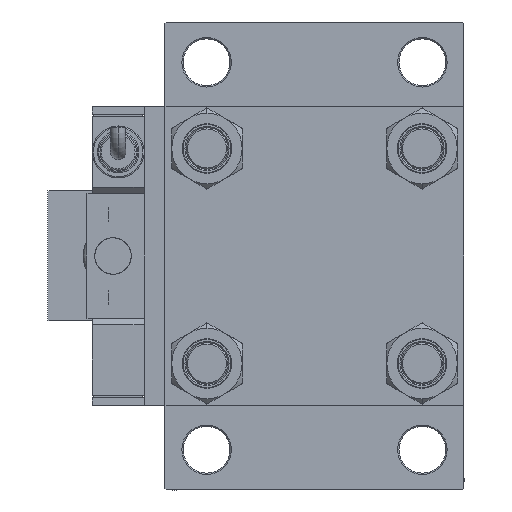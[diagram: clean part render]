
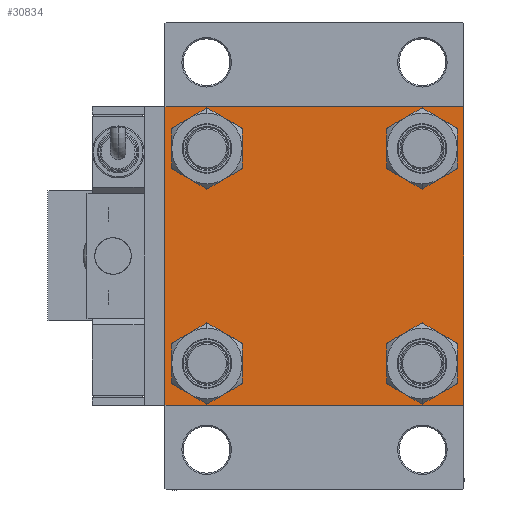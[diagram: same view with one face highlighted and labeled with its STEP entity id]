
A CAD part, left-side view. The second image highlights one B-rep face of the part: STEP entity #30834.
In plain terms, the highlighted planar face has unit normal (-1, 0, 0).
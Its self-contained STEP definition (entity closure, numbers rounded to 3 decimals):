
#192 = EDGE_CURVE ( 'NONE', #29277, #45740, #42828, .T. ) ;
#386 = VECTOR ( 'NONE', #21579, 1000. ) ;
#1394 = DIRECTION ( 'NONE',  ( 0., 0., 1. ) ) ;
#1597 = ORIENTED_EDGE ( 'NONE', *, *, #7867, .F. ) ;
#1938 = EDGE_CURVE ( 'NONE', #27074, #2916, #49402, .T. ) ;
#2183 = FACE_BOUND ( 'NONE', #25509, .T. ) ;
#2281 = CARTESIAN_POINT ( 'NONE',  ( 0., 57.25, -57.25 ) ) ;
#2395 = DIRECTION ( 'NONE',  ( 0., -0.707, 0.707 ) ) ;
#2916 = VERTEX_POINT ( 'NONE', #22197 ) ;
#3745 = ORIENTED_EDGE ( 'NONE', *, *, #51850, .T. ) ;
#3926 = CARTESIAN_POINT ( 'NONE',  ( 0., -41.35, -41.35 ) ) ;
#4329 = EDGE_CURVE ( 'NONE', #42877, #22913, #42982, .T. ) ;
#4366 = EDGE_LOOP ( 'NONE', ( #49692, #20321 ) ) ;
#4373 = DIRECTION ( 'NONE',  ( 1., 0., 0. ) ) ;
#5777 = EDGE_CURVE ( 'NONE', #12559, #23573, #18338, .T. ) ;
#5826 = CARTESIAN_POINT ( 'NONE',  ( 0., 41.35, -49.85 ) ) ;
#6655 = AXIS2_PLACEMENT_3D ( 'NONE', #10291, #26906, #10033 ) ;
#6812 = CARTESIAN_POINT ( 'NONE',  ( 0., 0., 0. ) ) ;
#6855 = AXIS2_PLACEMENT_3D ( 'NONE', #3926, #15919, #20565 ) ;
#7867 = EDGE_CURVE ( 'NONE', #12559, #51042, #51276, .T. ) ;
#8329 = DIRECTION ( 'NONE',  ( 0., 0., 1. ) ) ;
#8403 = CIRCLE ( 'NONE', #19696, 8.5 ) ;
#8482 = CIRCLE ( 'NONE', #38902, 8.5 ) ;
#8512 = CARTESIAN_POINT ( 'NONE',  ( 0., 41.35, -32.85 ) ) ;
#8637 = VECTOR ( 'NONE', #43762, 1000. ) ;
#8998 = CARTESIAN_POINT ( 'NONE',  ( 0., -41.35, 32.85 ) ) ;
#9803 = ORIENTED_EDGE ( 'NONE', *, *, #13207, .T. ) ;
#10033 = DIRECTION ( 'NONE',  ( 0., 0., 1. ) ) ;
#10113 = CARTESIAN_POINT ( 'NONE',  ( 0., -41.35, 41.35 ) ) ;
#10128 = CARTESIAN_POINT ( 'NONE',  ( 0., -41.35, -41.35 ) ) ;
#10244 = VERTEX_POINT ( 'NONE', #45261 ) ;
#10291 = CARTESIAN_POINT ( 'NONE',  ( 0., 41.35, 41.35 ) ) ;
#10587 = VERTEX_POINT ( 'NONE', #49796 ) ;
#11152 = DIRECTION ( 'NONE',  ( 0., 0., 1. ) ) ;
#11180 = FACE_OUTER_BOUND ( 'NONE', #53626, .T. ) ;
#11241 = CARTESIAN_POINT ( 'NONE',  ( 0., -41.35, -32.85 ) ) ;
#11659 = AXIS2_PLACEMENT_3D ( 'NONE', #32819, #44521, #8329 ) ;
#12212 = CARTESIAN_POINT ( 'NONE',  ( 0., 41.35, 41.35 ) ) ;
#12559 = VERTEX_POINT ( 'NONE', #22124 ) ;
#13207 = EDGE_CURVE ( 'NONE', #23573, #10244, #23897, .T. ) ;
#13597 = EDGE_CURVE ( 'NONE', #22913, #42877, #45104, .T. ) ;
#14341 = ORIENTED_EDGE ( 'NONE', *, *, #52087, .T. ) ;
#14564 = VECTOR ( 'NONE', #43109, 1000. ) ;
#14723 = FACE_BOUND ( 'NONE', #26162, .T. ) ;
#14985 = DIRECTION ( 'NONE',  ( 0., 0., 1. ) ) ;
#15249 = ORIENTED_EDGE ( 'NONE', *, *, #50996, .T. ) ;
#15301 = LINE ( 'NONE', #24567, #31805 ) ;
#15801 = VERTEX_POINT ( 'NONE', #32579 ) ;
#15919 = DIRECTION ( 'NONE',  ( 1., 0., 0. ) ) ;
#16622 = CIRCLE ( 'NONE', #51396, 8.5 ) ;
#16941 = CARTESIAN_POINT ( 'NONE',  ( 0., 57.5, -57.5 ) ) ;
#18032 = EDGE_CURVE ( 'NONE', #25659, #44642, #16622, .T. ) ;
#18045 = DIRECTION ( 'NONE',  ( 0., 0., 1. ) ) ;
#18338 = LINE ( 'NONE', #48236, #50065 ) ;
#18817 = DIRECTION ( 'NONE',  ( -1., 0., 0. ) ) ;
#19128 = DIRECTION ( 'NONE',  ( 0., 0.707, -0.707 ) ) ;
#19696 = AXIS2_PLACEMENT_3D ( 'NONE', #31829, #48432, #11152 ) ;
#20321 = ORIENTED_EDGE ( 'NONE', *, *, #13597, .T. ) ;
#20565 = DIRECTION ( 'NONE',  ( 0., 0., 1. ) ) ;
#20822 = ORIENTED_EDGE ( 'NONE', *, *, #5777, .T. ) ;
#21014 = ORIENTED_EDGE ( 'NONE', *, *, #47130, .T. ) ;
#21579 = DIRECTION ( 'NONE',  ( 0., -1., 0. ) ) ;
#22124 = CARTESIAN_POINT ( 'NONE',  ( 0., 57., 57.5 ) ) ;
#22197 = CARTESIAN_POINT ( 'NONE',  ( 0., -57.5, -57. ) ) ;
#22512 = EDGE_CURVE ( 'NONE', #10244, #15801, #39599, .T. ) ;
#22913 = VERTEX_POINT ( 'NONE', #26532 ) ;
#23380 = CARTESIAN_POINT ( 'NONE',  ( 0., -57.5, 57. ) ) ;
#23391 = CARTESIAN_POINT ( 'NONE',  ( 0., -57.25, -57.25 ) ) ;
#23539 = ORIENTED_EDGE ( 'NONE', *, *, #46595, .T. ) ;
#23573 = VERTEX_POINT ( 'NONE', #28199 ) ;
#23897 = LINE ( 'NONE', #27702, #8637 ) ;
#24567 = CARTESIAN_POINT ( 'NONE',  ( 0., -57.25, 57.25 ) ) ;
#24920 = CARTESIAN_POINT ( 'NONE',  ( 0., -57.5, 57.5 ) ) ;
#25509 = EDGE_LOOP ( 'NONE', ( #14341, #50747 ) ) ;
#25659 = VERTEX_POINT ( 'NONE', #8512 ) ;
#25761 = ORIENTED_EDGE ( 'NONE', *, *, #53768, .T. ) ;
#25828 = CIRCLE ( 'NONE', #6655, 8.5 ) ;
#26162 = EDGE_LOOP ( 'NONE', ( #25761, #3745 ) ) ;
#26325 = VECTOR ( 'NONE', #41497, 1000. ) ;
#26526 = CARTESIAN_POINT ( 'NONE',  ( 0., 57.5, 57.5 ) ) ;
#26532 = CARTESIAN_POINT ( 'NONE',  ( 0., -41.35, -49.85 ) ) ;
#26906 = DIRECTION ( 'NONE',  ( 1., 0., 0. ) ) ;
#27074 = VERTEX_POINT ( 'NONE', #23380 ) ;
#27258 = ORIENTED_EDGE ( 'NONE', *, *, #18032, .T. ) ;
#27323 = VECTOR ( 'NONE', #2395, 1000. ) ;
#27702 = CARTESIAN_POINT ( 'NONE',  ( 0., 57.5, 57.5 ) ) ;
#28009 = AXIS2_PLACEMENT_3D ( 'NONE', #12212, #29633, #45685 ) ;
#28199 = CARTESIAN_POINT ( 'NONE',  ( 0., 57.5, 57. ) ) ;
#29135 = EDGE_CURVE ( 'NONE', #15801, #40505, #46596, .T. ) ;
#29277 = VERTEX_POINT ( 'NONE', #49866 ) ;
#29633 = DIRECTION ( 'NONE',  ( 1., 0., 0. ) ) ;
#30686 = VECTOR ( 'NONE', #39862, 1000. ) ;
#30792 = CIRCLE ( 'NONE', #11659, 8.5 ) ;
#30834 = ADVANCED_FACE ( 'NONE', ( #14723, #31849, #39755, #2183, #11180 ), #47394, .T. ) ;
#31805 = VECTOR ( 'NONE', #53663, 1000. ) ;
#31829 = CARTESIAN_POINT ( 'NONE',  ( 0., -41.35, 41.35 ) ) ;
#31849 = FACE_BOUND ( 'NONE', #4366, .T. ) ;
#32073 = LINE ( 'NONE', #23391, #27323 ) ;
#32579 = CARTESIAN_POINT ( 'NONE',  ( 0., 57., -57.5 ) ) ;
#32819 = CARTESIAN_POINT ( 'NONE',  ( 0., 41.35, -41.35 ) ) ;
#33375 = ORIENTED_EDGE ( 'NONE', *, *, #22512, .T. ) ;
#36332 = VERTEX_POINT ( 'NONE', #8998 ) ;
#36361 = ORIENTED_EDGE ( 'NONE', *, *, #1938, .F. ) ;
#37582 = DIRECTION ( 'NONE',  ( 0., 0., 1. ) ) ;
#38090 = ORIENTED_EDGE ( 'NONE', *, *, #29135, .T. ) ;
#38725 = DIRECTION ( 'NONE',  ( 1., 0., 0. ) ) ;
#38902 = AXIS2_PLACEMENT_3D ( 'NONE', #10113, #50412, #1394 ) ;
#39599 = LINE ( 'NONE', #2281, #30686 ) ;
#39755 = FACE_BOUND ( 'NONE', #52807, .T. ) ;
#39862 = DIRECTION ( 'NONE',  ( 0., -0.707, -0.707 ) ) ;
#40097 = CARTESIAN_POINT ( 'NONE',  ( 0., 41.35, 49.85 ) ) ;
#40505 = VERTEX_POINT ( 'NONE', #49984 ) ;
#41497 = DIRECTION ( 'NONE',  ( 0., 0., -1. ) ) ;
#41677 = CARTESIAN_POINT ( 'NONE',  ( 0., 41.35, -41.35 ) ) ;
#42828 = CIRCLE ( 'NONE', #28009, 8.5 ) ;
#42877 = VERTEX_POINT ( 'NONE', #11241 ) ;
#42982 = CIRCLE ( 'NONE', #49929, 8.5 ) ;
#43109 = DIRECTION ( 'NONE',  ( 0., -1., 0. ) ) ;
#43762 = DIRECTION ( 'NONE',  ( 0., 0., -1. ) ) ;
#44521 = DIRECTION ( 'NONE',  ( 1., 0., 0. ) ) ;
#44642 = VERTEX_POINT ( 'NONE', #5826 ) ;
#45104 = CIRCLE ( 'NONE', #6855, 8.5 ) ;
#45261 = CARTESIAN_POINT ( 'NONE',  ( 0., 57.5, -57. ) ) ;
#45685 = DIRECTION ( 'NONE',  ( 0., 0., 1. ) ) ;
#45740 = VERTEX_POINT ( 'NONE', #40097 ) ;
#46323 = CARTESIAN_POINT ( 'NONE',  ( 0., -57., 57.5 ) ) ;
#46595 = EDGE_CURVE ( 'NONE', #44642, #25659, #30792, .T. ) ;
#46596 = LINE ( 'NONE', #16941, #386 ) ;
#47130 = EDGE_CURVE ( 'NONE', #40505, #2916, #32073, .T. ) ;
#47394 = PLANE ( 'NONE',  #48394 ) ;
#48236 = CARTESIAN_POINT ( 'NONE',  ( 0., 57.25, 57.25 ) ) ;
#48394 = AXIS2_PLACEMENT_3D ( 'NONE', #6812, #18817, #14985 ) ;
#48432 = DIRECTION ( 'NONE',  ( 1., 0., 0. ) ) ;
#49402 = LINE ( 'NONE', #24920, #26325 ) ;
#49692 = ORIENTED_EDGE ( 'NONE', *, *, #4329, .T. ) ;
#49796 = CARTESIAN_POINT ( 'NONE',  ( 0., -41.35, 49.85 ) ) ;
#49866 = CARTESIAN_POINT ( 'NONE',  ( 0., 41.35, 32.85 ) ) ;
#49929 = AXIS2_PLACEMENT_3D ( 'NONE', #10128, #38725, #18045 ) ;
#49984 = CARTESIAN_POINT ( 'NONE',  ( 0., -57., -57.5 ) ) ;
#50065 = VECTOR ( 'NONE', #19128, 1000. ) ;
#50412 = DIRECTION ( 'NONE',  ( 1., 0., 0. ) ) ;
#50747 = ORIENTED_EDGE ( 'NONE', *, *, #192, .T. ) ;
#50996 = EDGE_CURVE ( 'NONE', #27074, #51042, #15301, .T. ) ;
#51042 = VERTEX_POINT ( 'NONE', #46323 ) ;
#51276 = LINE ( 'NONE', #26526, #14564 ) ;
#51396 = AXIS2_PLACEMENT_3D ( 'NONE', #41677, #4373, #37582 ) ;
#51850 = EDGE_CURVE ( 'NONE', #36332, #10587, #8403, .T. ) ;
#52087 = EDGE_CURVE ( 'NONE', #45740, #29277, #25828, .T. ) ;
#52807 = EDGE_LOOP ( 'NONE', ( #27258, #23539 ) ) ;
#53626 = EDGE_LOOP ( 'NONE', ( #9803, #33375, #38090, #21014, #36361, #15249, #1597, #20822 ) ) ;
#53663 = DIRECTION ( 'NONE',  ( 0., 0.707, 0.707 ) ) ;
#53768 = EDGE_CURVE ( 'NONE', #10587, #36332, #8482, .T. ) ;
